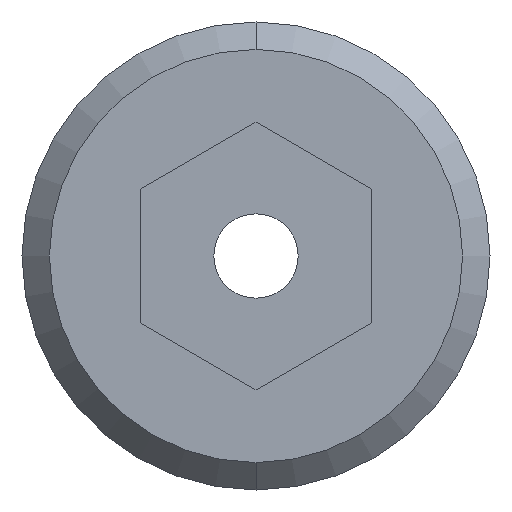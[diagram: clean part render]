
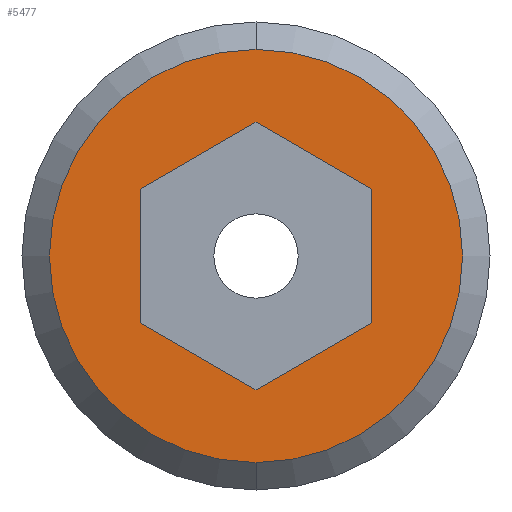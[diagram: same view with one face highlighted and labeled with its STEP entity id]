
A CAD part, left-side view. The second image highlights one B-rep face of the part: STEP entity #5477.
In plain terms, the highlighted planar face has unit normal (-1, 0, 0).
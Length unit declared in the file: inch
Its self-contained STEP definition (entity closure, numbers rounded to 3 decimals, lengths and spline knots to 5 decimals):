
#2467=CARTESIAN_POINT('',(-0.136,0.,0.));
#2468=DIRECTION('',(-1.,0.,0.));
#2469=DIRECTION('',(0.,1.,0.));
#2470=AXIS2_PLACEMENT_3D('',#2467,#2468,#2469);
#2485=DIRECTION('',(0.,0.5,0.866));
#2486=VECTOR('',#2485,0.06351);
#2487=CARTESIAN_POINT('',(-0.136,0.03175,-0.055));
#2488=LINE('',#2487,#2486);
#2489=DIRECTION('',(0.,1.,0.));
#2490=VECTOR('',#2489,0.06351);
#2491=CARTESIAN_POINT('',(-0.136,-0.03175,-0.055));
#2492=LINE('',#2491,#2490);
#2493=DIRECTION('',(0.,0.5,-0.866));
#2494=VECTOR('',#2493,0.06351);
#2495=CARTESIAN_POINT('',(-0.136,-0.06351,0.));
#2496=LINE('',#2495,#2494);
#2497=DIRECTION('',(0.,-0.5,-0.866));
#2498=VECTOR('',#2497,0.06351);
#2499=CARTESIAN_POINT('',(-0.136,-0.03175,0.055));
#2500=LINE('',#2499,#2498);
#2501=DIRECTION('',(0.,-1.,0.));
#2502=VECTOR('',#2501,0.06351);
#2503=CARTESIAN_POINT('',(-0.136,0.03175,0.055));
#2504=LINE('',#2503,#2502);
#2505=DIRECTION('',(0.,-0.5,0.866));
#2506=VECTOR('',#2505,0.06351);
#2507=CARTESIAN_POINT('',(-0.136,0.06351,0.));
#2508=LINE('',#2507,#2506);
#2509=CARTESIAN_POINT('',(-0.136,0.,0.));
#2510=DIRECTION('',(1.,0.,0.));
#2511=DIRECTION('',(0.,1.,0.));
#2512=AXIS2_PLACEMENT_3D('',#2509,#2510,#2511);
#2685=CARTESIAN_POINT('',(-0.136,0.098,0.));
#2686=CARTESIAN_POINT('',(-0.136,-0.098,0.));
#2687=VERTEX_POINT('',#2685);
#2688=VERTEX_POINT('',#2686);
#2705=CARTESIAN_POINT('',(-0.136,0.03175,-0.055));
#2706=CARTESIAN_POINT('',(-0.136,0.06351,0.));
#2707=VERTEX_POINT('',#2705);
#2708=VERTEX_POINT('',#2706);
#2709=CARTESIAN_POINT('',(-0.136,-0.03175,-0.055));
#2710=VERTEX_POINT('',#2709);
#2711=CARTESIAN_POINT('',(-0.136,-0.06351,0.));
#2712=VERTEX_POINT('',#2711);
#2713=CARTESIAN_POINT('',(-0.136,-0.03175,0.055));
#2714=VERTEX_POINT('',#2713);
#2715=CARTESIAN_POINT('',(-0.136,0.03175,0.055));
#2716=VERTEX_POINT('',#2715);
#5453=CARTESIAN_POINT('',(-0.136,0.,0.));
#5454=DIRECTION('',(1.,0.,0.));
#5455=DIRECTION('',(0.,-1.,0.));
#5456=AXIS2_PLACEMENT_3D('',#5453,#5454,#5455);
#5457=PLANE('',#5456);
#5458=ORIENTED_EDGE('',*,*,#5443,.F.);
#5460=ORIENTED_EDGE('',*,*,#5459,.T.);
#5461=EDGE_LOOP('',(#5458,#5460));
#5462=FACE_OUTER_BOUND('',#5461,.F.);
#5464=ORIENTED_EDGE('',*,*,#5463,.F.);
#5466=ORIENTED_EDGE('',*,*,#5465,.F.);
#5468=ORIENTED_EDGE('',*,*,#5467,.F.);
#5470=ORIENTED_EDGE('',*,*,#5469,.F.);
#5472=ORIENTED_EDGE('',*,*,#5471,.F.);
#5474=ORIENTED_EDGE('',*,*,#5473,.F.);
#5475=EDGE_LOOP('',(#5464,#5466,#5468,#5470,#5472,#5474));
#5476=FACE_BOUND('',#5475,.F.);
#2471=CIRCLE('',#2470,0.098);
#2513=CIRCLE('',#2512,0.098);
#5443=EDGE_CURVE('',#2687,#2688,#2471,.T.);
#5459=EDGE_CURVE('',#2687,#2688,#2513,.T.);
#5463=EDGE_CURVE('',#2707,#2708,#2488,.T.);
#5465=EDGE_CURVE('',#2710,#2707,#2492,.T.);
#5467=EDGE_CURVE('',#2712,#2710,#2496,.T.);
#5469=EDGE_CURVE('',#2714,#2712,#2500,.T.);
#5471=EDGE_CURVE('',#2716,#2714,#2504,.T.);
#5473=EDGE_CURVE('',#2708,#2716,#2508,.T.);
#5477=ADVANCED_FACE('',(#5462,#5476),#5457,.F.);
